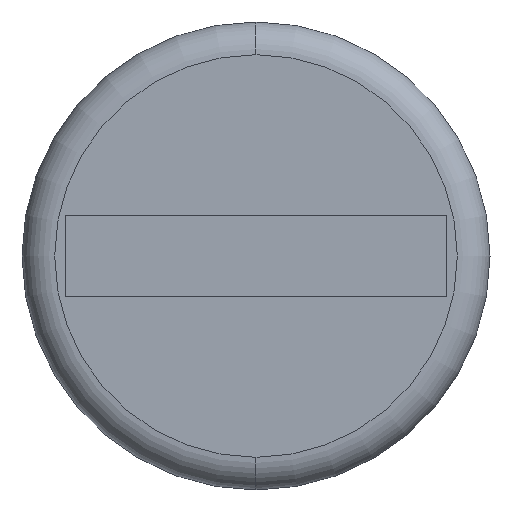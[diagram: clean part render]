
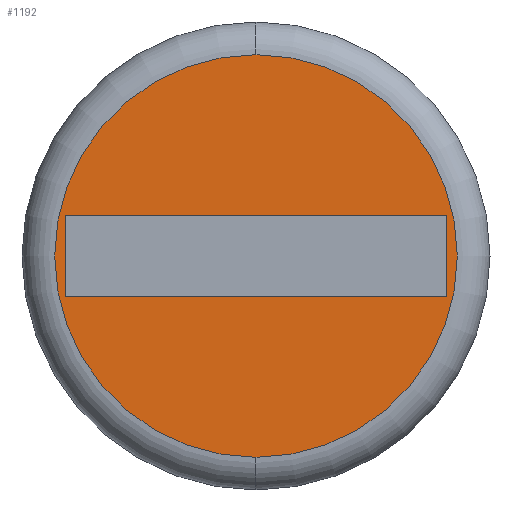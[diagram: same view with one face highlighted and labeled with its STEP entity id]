
A CAD part, left-side view. The second image highlights one B-rep face of the part: STEP entity #1192.
In plain terms, the highlighted planar face has unit normal (-1, 0, 0).
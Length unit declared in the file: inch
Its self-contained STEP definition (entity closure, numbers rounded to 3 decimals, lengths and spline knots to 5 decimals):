
#40 = CARTESIAN_POINT ( 'NONE',  ( -0.14171, 0., -0.4615 ) ) ;
#47 = AXIS2_PLACEMENT_3D ( 'NONE', #217, #141, #72 ) ;
#72 = DIRECTION ( 'NONE',  ( 0., 0., 1. ) ) ;
#141 = DIRECTION ( 'NONE',  ( -1., 0., 0. ) ) ;
#162 = EDGE_CURVE ( 'NONE', #1514, #1416, #1296, .T. ) ;
#217 = CARTESIAN_POINT ( 'NONE',  ( -0.14171, 0., 0. ) ) ;
#249 = EDGE_LOOP ( 'NONE', ( #1691, #839 ) ) ;
#363 = DIRECTION ( 'NONE',  ( 0., 0., 1. ) ) ;
#409 = CARTESIAN_POINT ( 'NONE',  ( -0.14171, 0., 0.4615 ) ) ;
#411 = DIRECTION ( 'NONE',  ( -1., 0., 0. ) ) ;
#461 = FACE_OUTER_BOUND ( 'NONE', #249, .T. ) ;
#568 = AXIS2_PLACEMENT_3D ( 'NONE', #1378, #411, #1426 ) ;
#804 = DIRECTION ( 'NONE',  ( 1., 0., 0. ) ) ;
#839 = ORIENTED_EDGE ( 'NONE', *, *, #1205, .T. ) ;
#1192 = ADVANCED_FACE ( 'NONE', ( #461 ), #1234, .F. ) ;
#1194 = CIRCLE ( 'NONE', #47, 0.4615 ) ;
#1205 = EDGE_CURVE ( 'NONE', #1416, #1514, #1194, .T. ) ;
#1211 = CARTESIAN_POINT ( 'NONE',  ( -0.14171, 0., 0. ) ) ;
#1234 = PLANE ( 'NONE',  #1586 ) ;
#1296 = CIRCLE ( 'NONE', #568, 0.4615 ) ;
#1378 = CARTESIAN_POINT ( 'NONE',  ( -0.14171, 0., 0. ) ) ;
#1416 = VERTEX_POINT ( 'NONE', #40 ) ;
#1426 = DIRECTION ( 'NONE',  ( 0., 0., 1. ) ) ;
#1514 = VERTEX_POINT ( 'NONE', #409 ) ;
#1586 = AXIS2_PLACEMENT_3D ( 'NONE', #1211, #804, #363 ) ;
#1691 = ORIENTED_EDGE ( 'NONE', *, *, #162, .T. ) ;
